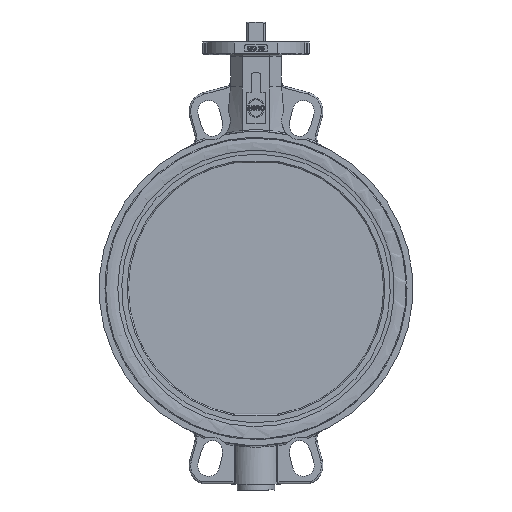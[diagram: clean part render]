
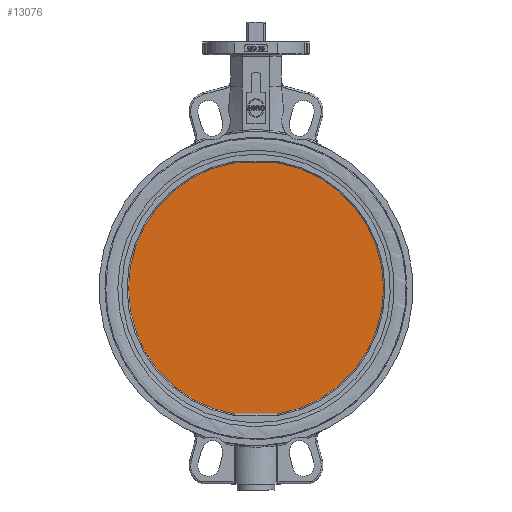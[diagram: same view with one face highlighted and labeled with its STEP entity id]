
A CAD part, front view. The second image highlights one B-rep face of the part: STEP entity #13076.
In plain terms, the highlighted planar face has unit normal (0, 1, 0).
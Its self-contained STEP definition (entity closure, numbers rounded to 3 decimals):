
#2154=PLANE('',#14041);
#2562=FACE_BOUND('',#3696,.T.);
#2851=FACE_OUTER_BOUND('',#3695,.T.);
#3695=EDGE_LOOP('',(#8763));
#3696=EDGE_LOOP('',(#8764));
#4657=CIRCLE('',#14042,173.4);
#4658=CIRCLE('',#14043,173.);
#5367=VERTEX_POINT('',#19813);
#5368=VERTEX_POINT('',#19815);
#6681=EDGE_CURVE('',#5367,#5367,#4657,.T.);
#6682=EDGE_CURVE('',#5368,#5368,#4658,.T.);
#8763=ORIENTED_EDGE('',*,*,#6681,.F.);
#8764=ORIENTED_EDGE('',*,*,#6682,.T.);
#13076=ADVANCED_FACE('',(#2851,#2562),#2154,.T.);
#14041=AXIS2_PLACEMENT_3D('',#19812,#15733,#15734);
#14042=AXIS2_PLACEMENT_3D('',#19814,#15735,#15736);
#14043=AXIS2_PLACEMENT_3D('',#19816,#15737,#15738);
#15733=DIRECTION('center_axis',(0.,1.,0.));
#15734=DIRECTION('ref_axis',(0.,0.,1.));
#15735=DIRECTION('center_axis',(0.,-1.,0.));
#15736=DIRECTION('ref_axis',(-1.,0.,0.));
#15737=DIRECTION('center_axis',(0.,-1.,0.));
#15738=DIRECTION('ref_axis',(0.,0.,1.));
#19812=CARTESIAN_POINT('Origin',(-165.025,-32.5,0.));
#19813=CARTESIAN_POINT('',(74.353,-32.5,-156.65));
#19814=CARTESIAN_POINT('Origin',(0.,-32.5,0.));
#19815=CARTESIAN_POINT('',(0.,-32.5,173.));
#19816=CARTESIAN_POINT('Origin',(0.,-32.5,0.));
